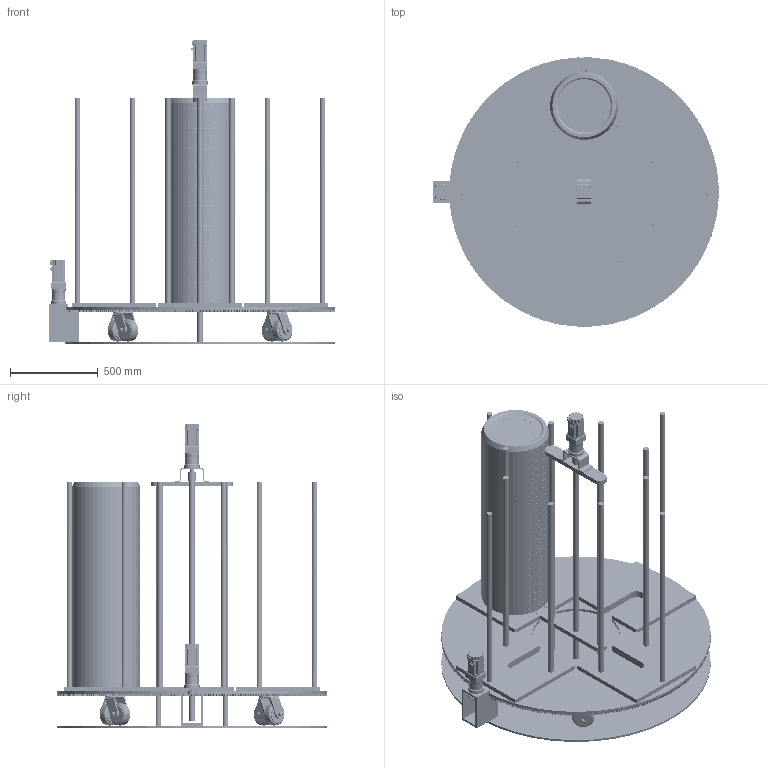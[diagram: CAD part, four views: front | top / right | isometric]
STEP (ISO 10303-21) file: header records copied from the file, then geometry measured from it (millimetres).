
FILE_DESCRIPTION(('FreeCAD Model'),'2;1');
FILE_NAME('Open CASCADE Shape Model','2025-05-03T00:13:08',('FreeCAD'),( 'FreeCAD'),'Open CASCADE STEP processor 7.6','FreeCAD','Unknown');
FILE_SCHEMA(('AUTOMOTIVE_DESIGN { 1 0 10303 214 1 1 1 1 }'));
Products named in the file (1): Open CASCADE STEP translator 7.6 1
Bounding box: 1622.93 x 1531.54 x 1726.06 mm (x, y, z)
Volume: 122982230.2 mm3; surface area: 35055870.1 mm2
Topology: 118 solids, 118 shells, 5493 faces, 13577 edges, 8616 vertices
Faces by surface type: bspline 5493
Entity records: 176047 total; most frequent: CARTESIAN_POINT 99711, ORIENTED_EDGE 27122, EDGE_CURVE 13561, VERTEX_POINT 8616, B_SPLINE_CURVE_WITH_KNOTS 7263, FACE_BOUND 5913, EDGE_LOOP 5913, ADVANCED_FACE 5493
